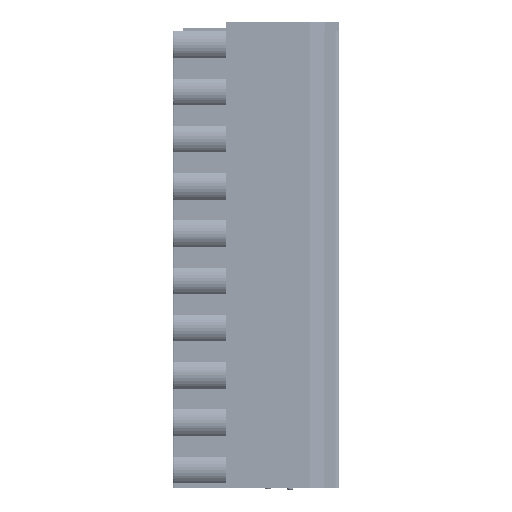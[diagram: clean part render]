
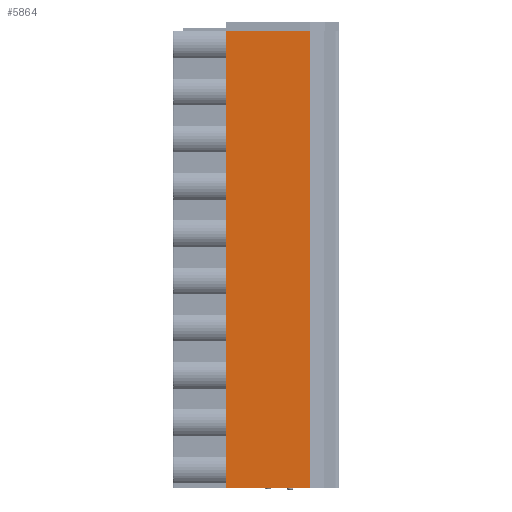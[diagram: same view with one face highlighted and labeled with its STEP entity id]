
A CAD part, front view. The second image highlights one B-rep face of the part: STEP entity #5864.
In plain terms, the highlighted planar face has unit normal (0, -1, 0).
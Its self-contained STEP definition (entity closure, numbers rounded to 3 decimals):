
#3582=B_SPLINE_CURVE_WITH_KNOTS('',3,(#127186,#127187,#127188,#127189),
 .UNSPECIFIED.,.F.,.F.,(4,4),(0.,1.),.UNSPECIFIED.);
#3585=B_SPLINE_CURVE_WITH_KNOTS('',3,(#127386,#127387,#127388,#127389),
 .UNSPECIFIED.,.F.,.F.,(4,4),(0.,1.),.UNSPECIFIED.);
#5864=ADVANCED_FACE('',(#12869),#9903,.T.);
#9903=PLANE('',#83600);
#12869=FACE_OUTER_BOUND('',#17637,.T.);
#17637=EDGE_LOOP('',(#35077,#35078,#35079,#35080,#35081));
#35077=ORIENTED_EDGE('',*,*,#60106,.T.);
#35078=ORIENTED_EDGE('',*,*,#55054,.T.);
#35079=ORIENTED_EDGE('',*,*,#60112,.F.);
#35080=ORIENTED_EDGE('',*,*,#60002,.F.);
#35081=ORIENTED_EDGE('',*,*,#60089,.F.);
#47758=VERTEX_POINT('',#113843);
#47759=VERTEX_POINT('',#113845);
#50728=VERTEX_POINT('',#126520);
#50878=VERTEX_POINT('',#127179);
#50931=VERTEX_POINT('',#127390);
#55054=EDGE_CURVE('',#47759,#47758,#66453,.T.);
#60002=EDGE_CURVE('',#50728,#50878,#3582,.T.);
#60089=EDGE_CURVE('',#50931,#50728,#3585,.T.);
#60106=EDGE_CURVE('',#50931,#47759,#70211,.T.);
#60112=EDGE_CURVE('',#50878,#47758,#70216,.T.);
#66453=LINE('',#113844,#73711);
#70211=LINE('',#127413,#77560);
#70216=LINE('',#127424,#77565);
#73711=VECTOR('',#89435,1.);
#77560=VECTOR('',#98948,1.);
#77565=VECTOR('',#98963,1.);
#83600=AXIS2_PLACEMENT_3D('',#127425,#98964,#98965);
#89435=DIRECTION('',(1.,0.,0.));
#98948=DIRECTION('',(0.,0.,-1.));
#98963=DIRECTION('',(0.,0.,-1.));
#98964=DIRECTION('',(0.,-1.,0.));
#98965=DIRECTION('',(-1.,0.,0.));
#113843=CARTESIAN_POINT('',(-4.65,-13.766,1.045));
#113844=CARTESIAN_POINT('',(-18.05,-13.766,1.045));
#113845=CARTESIAN_POINT('',(-18.05,-13.766,1.045));
#126520=CARTESIAN_POINT('',(-18.,-13.766,73.545));
#127179=CARTESIAN_POINT('',(-4.65,-13.766,73.545));
#127186=CARTESIAN_POINT('',(-18.,-13.766,73.545));
#127187=CARTESIAN_POINT('',(-13.55,-13.766,73.545));
#127188=CARTESIAN_POINT('',(-9.1,-13.766,73.545));
#127189=CARTESIAN_POINT('',(-4.65,-13.766,73.545));
#127386=CARTESIAN_POINT('',(-18.05,-13.766,73.545));
#127387=CARTESIAN_POINT('',(-18.033,-13.766,73.545));
#127388=CARTESIAN_POINT('',(-18.017,-13.766,73.545));
#127389=CARTESIAN_POINT('',(-18.,-13.766,73.545));
#127390=CARTESIAN_POINT('',(-18.05,-13.766,73.545));
#127413=CARTESIAN_POINT('',(-18.05,-13.766,-31.455));
#127424=CARTESIAN_POINT('',(-4.65,-13.766,-31.455));
#127425=CARTESIAN_POINT('',(-18.05,-13.766,-31.455));
